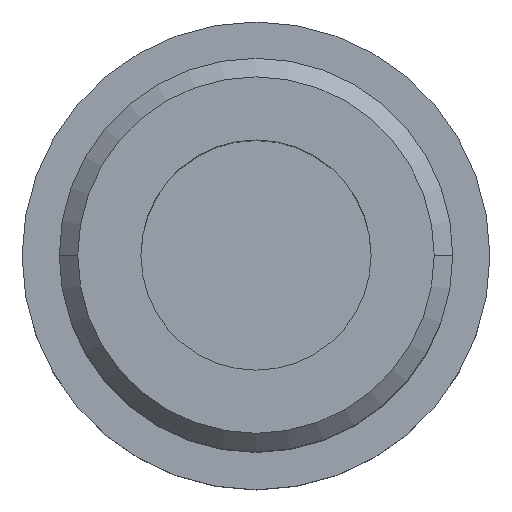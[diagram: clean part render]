
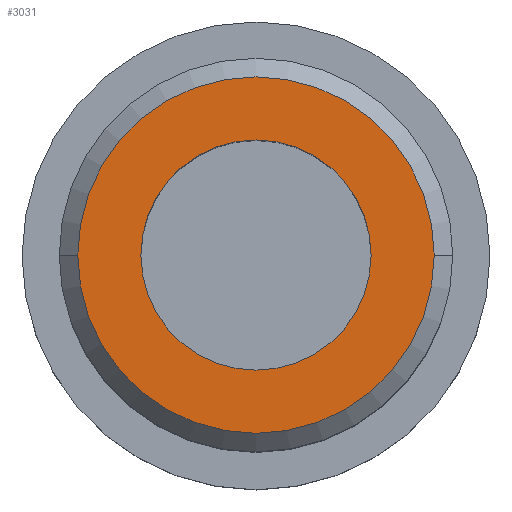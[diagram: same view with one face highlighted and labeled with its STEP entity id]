
A CAD part, top view. The second image highlights one B-rep face of the part: STEP entity #3031.
In plain terms, the highlighted planar face has unit normal (0, 0, 1).
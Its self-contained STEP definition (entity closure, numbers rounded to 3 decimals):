
#31 = EDGE_CURVE ( 'NONE', #1311, #2624, #2038, .T. ) ;
#66 = DIRECTION ( 'NONE',  ( 0., 0., -1. ) ) ;
#84 = DIRECTION ( 'NONE',  ( 1., 0., 0. ) ) ;
#134 = EDGE_CURVE ( 'NONE', #874, #1282, #3989, .T. ) ;
#218 = DIRECTION ( 'NONE',  ( 0., 0., 1. ) ) ;
#249 = PLANE ( 'NONE',  #2323 ) ;
#734 = CIRCLE ( 'NONE', #3129, 15.5 ) ;
#874 = VERTEX_POINT ( 'NONE', #4675 ) ;
#942 = EDGE_LOOP ( 'NONE', ( #2721, #2929 ) ) ;
#943 = CARTESIAN_POINT ( 'NONE',  ( 0., 24., 110. ) ) ;
#1104 = ORIENTED_EDGE ( 'NONE', *, *, #134, .F. ) ;
#1142 = FACE_OUTER_BOUND ( 'NONE', #4529, .T. ) ;
#1261 = DIRECTION ( 'NONE',  ( -1., 0., 0. ) ) ;
#1282 = VERTEX_POINT ( 'NONE', #3586 ) ;
#1311 = VERTEX_POINT ( 'NONE', #2866 ) ;
#1470 = DIRECTION ( 'NONE',  ( 0., 0., 1. ) ) ;
#1509 = AXIS2_PLACEMENT_3D ( 'NONE', #1526, #3801, #84 ) ;
#1526 = CARTESIAN_POINT ( 'NONE',  ( 0., 0., 110. ) ) ;
#1928 = CARTESIAN_POINT ( 'NONE',  ( 0., 0., 110. ) ) ;
#2038 = CIRCLE ( 'NONE', #1509, 15.5 ) ;
#2148 = FACE_BOUND ( 'NONE', #942, .T. ) ;
#2323 = AXIS2_PLACEMENT_3D ( 'NONE', #943, #218, #4689 ) ;
#2624 = VERTEX_POINT ( 'NONE', #3769 ) ;
#2721 = ORIENTED_EDGE ( 'NONE', *, *, #31, .F. ) ;
#2822 = EDGE_CURVE ( 'NONE', #1282, #874, #3871, .T. ) ;
#2866 = CARTESIAN_POINT ( 'NONE',  ( -15.5, 0., 110. ) ) ;
#2929 = ORIENTED_EDGE ( 'NONE', *, *, #3388, .F. ) ;
#2992 = DIRECTION ( 'NONE',  ( 1., 0., 0. ) ) ;
#3031 = ADVANCED_FACE ( 'NONE', ( #2148, #1142 ), #249, .T. ) ;
#3094 = AXIS2_PLACEMENT_3D ( 'NONE', #4248, #3836, #1261 ) ;
#3129 = AXIS2_PLACEMENT_3D ( 'NONE', #4055, #1470, #2992 ) ;
#3281 = AXIS2_PLACEMENT_3D ( 'NONE', #1928, #66, #3732 ) ;
#3388 = EDGE_CURVE ( 'NONE', #2624, #1311, #734, .T. ) ;
#3586 = CARTESIAN_POINT ( 'NONE',  ( 24., 0., 110. ) ) ;
#3732 = DIRECTION ( 'NONE',  ( -1., 0., 0. ) ) ;
#3769 = CARTESIAN_POINT ( 'NONE',  ( 15.5, 0., 110. ) ) ;
#3801 = DIRECTION ( 'NONE',  ( 0., 0., 1. ) ) ;
#3836 = DIRECTION ( 'NONE',  ( 0., 0., -1. ) ) ;
#3871 = CIRCLE ( 'NONE', #3094, 24. ) ;
#3989 = CIRCLE ( 'NONE', #3281, 24. ) ;
#4055 = CARTESIAN_POINT ( 'NONE',  ( 0., 0., 110. ) ) ;
#4248 = CARTESIAN_POINT ( 'NONE',  ( 0., 0., 110. ) ) ;
#4529 = EDGE_LOOP ( 'NONE', ( #1104, #4767 ) ) ;
#4675 = CARTESIAN_POINT ( 'NONE',  ( -24., 0., 110. ) ) ;
#4689 = DIRECTION ( 'NONE',  ( 1., 0., 0. ) ) ;
#4767 = ORIENTED_EDGE ( 'NONE', *, *, #2822, .F. ) ;
